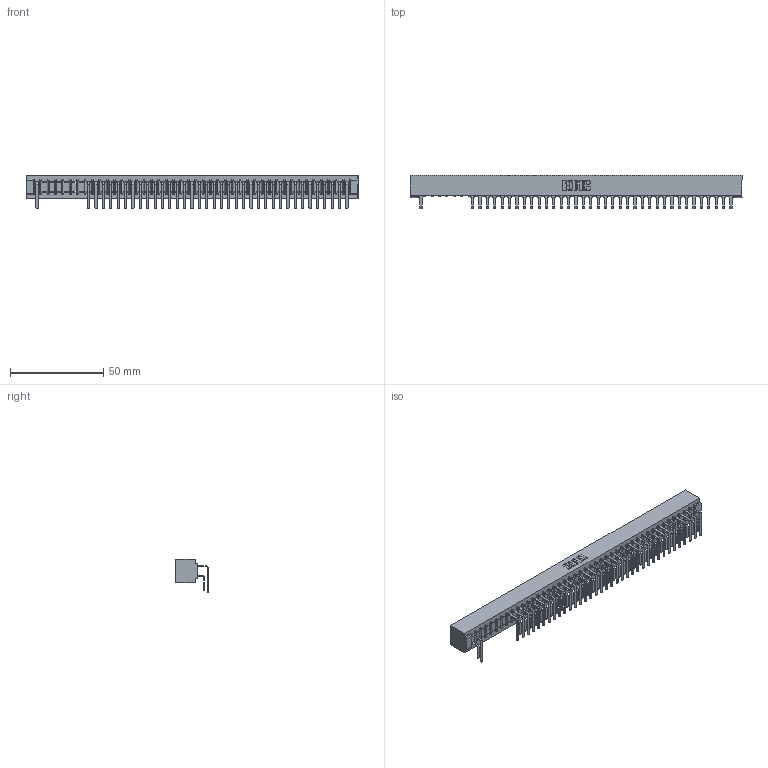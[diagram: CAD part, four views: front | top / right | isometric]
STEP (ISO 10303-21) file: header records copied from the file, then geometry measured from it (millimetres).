
FILE_DESCRIPTION (( 'STEP AP203' ), '1' );
FILE_NAME ('307-043-559-101.STEP', '2018-08-05T19:28:00', ( '' ), ( '' ), 'SwSTEP 2.0', 'SolidWorks 2016', '' );
FILE_SCHEMA (( 'CONFIG_CONTROL_DESIGN' ));
Length unit declared in the file: inch
Products named in the file (4): 307-290-001_559 - 2 (Single); 307-043-559-101; 307 Part_No Mounting Lugs; 307-290-001_558 559 - 1 (Single)
Assembly tree (74 placements, depth 2):
  307-043-559-101
    307 Part_No Mounting Lugs
    307-290-001_558 559 - 1 (Single)  x36
    307-290-001_559 - 2 (Single)  x37
Bounding box: 178.26 x 17.69 x 18.07 mm (x, y, z)
Volume: 19667.2 mm3; surface area: 25189.9 mm2
Topology: 74 solids, 74 shells, 3934 faces, 11081 edges, 7170 vertices
Faces by surface type: plane 2553, cylinder 1293, sphere 88
Entity records: 38869 total; most frequent: CARTESIAN_POINT 6412, ORIENTED_EDGE 6366, DIRECTION 6265, EDGE_CURVE 3183, LINE 2443, VECTOR 2443, VERTEX_POINT 2058, AXIS2_PLACEMENT_3D 1911
